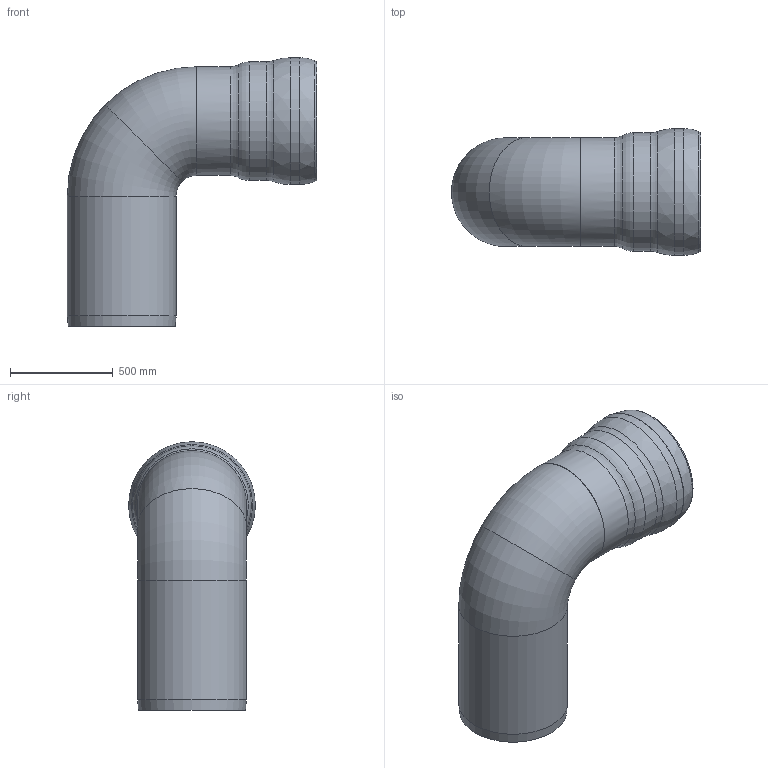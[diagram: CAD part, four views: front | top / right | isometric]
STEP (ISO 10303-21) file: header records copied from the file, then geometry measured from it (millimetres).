
FILE_DESCRIPTION(/* description */ (''),/* implementation_level */ '2;1');
FILE_NAME(/* name */ '4.500.050C_3D.stp',/* time_stamp */ '2024-12-11T08:59:50+01:00',/* author */ ('CAD'),/* organization */ (''),/* preprocessor_version */ 'ST-DEVELOPER v20',/* originating_system */ 'AutoCAD Mechanical',/* authorisation */ '');
FILE_SCHEMA (('AUTOMOTIVE_DESIGN { 1 0 10303 214 3 1 1 }'));
Length unit declared in the file: centimetre
Products named in the file (1): Product
Bounding box: 1214.99 x 618.04 x 1309.03 mm (x, y, z)
Volume: 30164610 mm3; surface area: 6114397.6 mm2
Topology: 2 solids, 2 shells, 36 faces, 87 edges, 54 vertices
Faces by surface type: torus 11, plane 8, cylinder 8, cone 5, bspline 4
Full cylindrical faces by diameter (mm): 510 x2, 530 x2, 558 x1, 578 x1, 598 x1, 618 x1
Entity records: 1301 total; most frequent: CARTESIAN_POINT 394, DIRECTION 209, ORIENTED_EDGE 168, AXIS2_PLACEMENT_3D 96, EDGE_CURVE 84, CIRCLE 63, VERTEX_POINT 48, EDGE_LOOP 38
